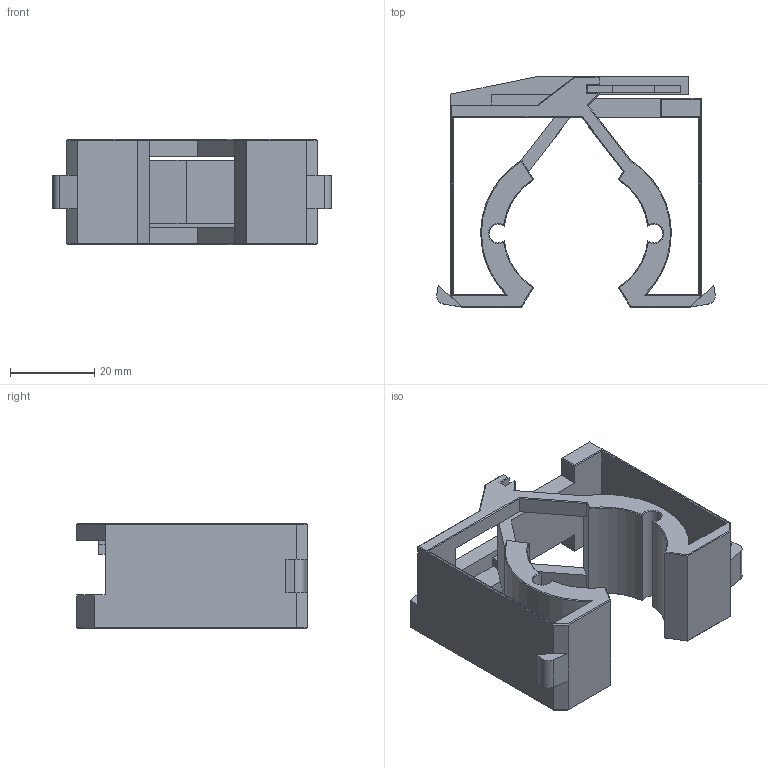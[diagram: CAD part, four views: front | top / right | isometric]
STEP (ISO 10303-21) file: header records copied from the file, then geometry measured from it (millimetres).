
FILE_DESCRIPTION(/* description */ (''),/* implementation_level */ '2;1');
FILE_NAME(/* name */ 'omega clamp - AS5311.step.step',/* time_stamp */ '2025-07-19T13:37:25+02:00',/* author */ (''),/* organization */ (''),/* preprocessor_version */ 'ST-DEVELOPER v20.1',/* originating_system */ 'Autodesk Translation Framework v14.10.0.0',/* authorisation */ '');
FILE_SCHEMA (('AUTOMOTIVE_DESIGN { 1 0 10303 214 3 1 1 }'));
Length unit declared in the file: millimetre
Products named in the file (1): omega rubber - as5311
Bounding box: 66.06 x 54.56 x 25 mm (x, y, z)
Volume: 19340.8 mm3; surface area: 16495.8 mm2
Topology: 1 solids, 1 shells, 156 faces, 390 edges, 232 vertices
Faces by surface type: plane 130, cone 16, cylinder 10
Entity records: 4547 total; most frequent: CARTESIAN_POINT 851, ORIENTED_EDGE 780, DIRECTION 716, EDGE_CURVE 390, LINE 330, VECTOR 330, VERTEX_POINT 232, AXIS2_PLACEMENT_3D 193
